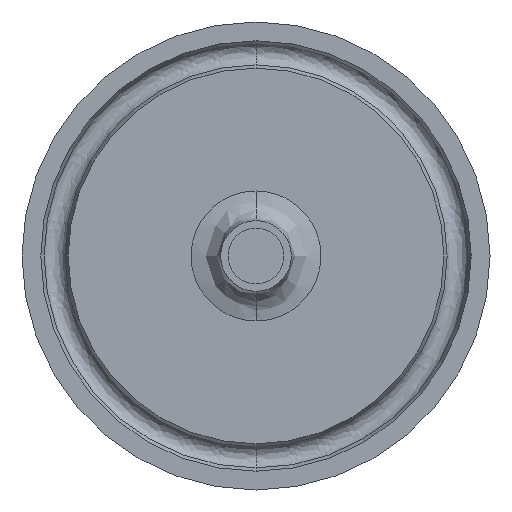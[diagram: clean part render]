
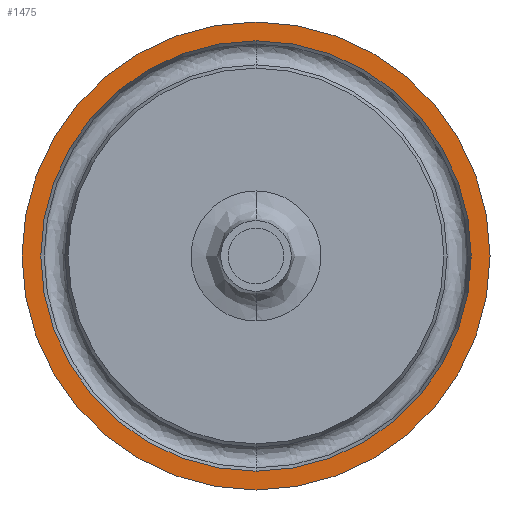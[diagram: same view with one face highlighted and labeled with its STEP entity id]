
A CAD part, front view. The second image highlights one B-rep face of the part: STEP entity #1475.
In plain terms, the highlighted planar face has unit normal (0, -1, 0).
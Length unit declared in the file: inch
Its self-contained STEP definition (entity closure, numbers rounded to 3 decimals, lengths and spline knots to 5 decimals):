
#50 = CARTESIAN_POINT ( 'NONE',  ( 0., -0.66929, 0. ) ) ;
#83 = EDGE_CURVE ( 'NONE', #1905, #2382, #1008, .T. ) ;
#160 = FACE_BOUND ( 'NONE', #1621, .T. ) ;
#356 = CARTESIAN_POINT ( 'NONE',  ( 0., -0.66929, 0.91235 ) ) ;
#357 = ORIENTED_EDGE ( 'NONE', *, *, #987, .T. ) ;
#442 = CIRCLE ( 'NONE', #443, 0.91235 ) ;
#443 = AXIS2_PLACEMENT_3D ( 'NONE', #618, #1026, #1256 ) ;
#467 = DIRECTION ( 'NONE',  ( 0., 0., -1. ) ) ;
#618 = CARTESIAN_POINT ( 'NONE',  ( 0., -0.66929, 0. ) ) ;
#629 = EDGE_CURVE ( 'NONE', #1687, #977, #1729, .T. ) ;
#676 = AXIS2_PLACEMENT_3D ( 'NONE', #1322, #2371, #1777 ) ;
#977 = VERTEX_POINT ( 'NONE', #1386 ) ;
#987 = EDGE_CURVE ( 'NONE', #2382, #1905, #442, .T. ) ;
#1008 = CIRCLE ( 'NONE', #676, 0.91235 ) ;
#1026 = DIRECTION ( 'NONE',  ( 0., 1., 0. ) ) ;
#1096 = AXIS2_PLACEMENT_3D ( 'NONE', #50, #2274, #467 ) ;
#1216 = EDGE_LOOP ( 'NONE', ( #1486, #1939 ) ) ;
#1240 = DIRECTION ( 'NONE',  ( 0., 1., 0. ) ) ;
#1256 = DIRECTION ( 'NONE',  ( 0., 0., -1. ) ) ;
#1322 = CARTESIAN_POINT ( 'NONE',  ( 0., -0.66929, 0. ) ) ;
#1346 = DIRECTION ( 'NONE',  ( 0., -1., 0. ) ) ;
#1386 = CARTESIAN_POINT ( 'NONE',  ( 0., -0.66929, 0.99213 ) ) ;
#1424 = DIRECTION ( 'NONE',  ( 0., 0., -1. ) ) ;
#1444 = CARTESIAN_POINT ( 'NONE',  ( 0., -0.66929, -0.99213 ) ) ;
#1475 = ADVANCED_FACE ( 'NONE', ( #160, #1946 ), #1552, .T. ) ;
#1486 = ORIENTED_EDGE ( 'NONE', *, *, #629, .F. ) ;
#1552 = PLANE ( 'NONE',  #2673 ) ;
#1571 = AXIS2_PLACEMENT_3D ( 'NONE', #2479, #1240, #1424 ) ;
#1606 = EDGE_CURVE ( 'NONE', #977, #1687, #2370, .T. ) ;
#1621 = EDGE_LOOP ( 'NONE', ( #357, #2313 ) ) ;
#1687 = VERTEX_POINT ( 'NONE', #1444 ) ;
#1729 = CIRCLE ( 'NONE', #1571, 0.99213 ) ;
#1777 = DIRECTION ( 'NONE',  ( 0., 0., -1. ) ) ;
#1905 = VERTEX_POINT ( 'NONE', #356 ) ;
#1939 = ORIENTED_EDGE ( 'NONE', *, *, #1606, .F. ) ;
#1946 = FACE_OUTER_BOUND ( 'NONE', #1216, .T. ) ;
#1963 = CARTESIAN_POINT ( 'NONE',  ( 0., -0.66929, 0.49606 ) ) ;
#1983 = DIRECTION ( 'NONE',  ( 0., 0., -1. ) ) ;
#2180 = CARTESIAN_POINT ( 'NONE',  ( 0., -0.66929, -0.91235 ) ) ;
#2274 = DIRECTION ( 'NONE',  ( 0., 1., 0. ) ) ;
#2313 = ORIENTED_EDGE ( 'NONE', *, *, #83, .T. ) ;
#2370 = CIRCLE ( 'NONE', #1096, 0.99213 ) ;
#2371 = DIRECTION ( 'NONE',  ( 0., 1., 0. ) ) ;
#2382 = VERTEX_POINT ( 'NONE', #2180 ) ;
#2479 = CARTESIAN_POINT ( 'NONE',  ( 0., -0.66929, 0. ) ) ;
#2673 = AXIS2_PLACEMENT_3D ( 'NONE', #1963, #1346, #1983 ) ;
